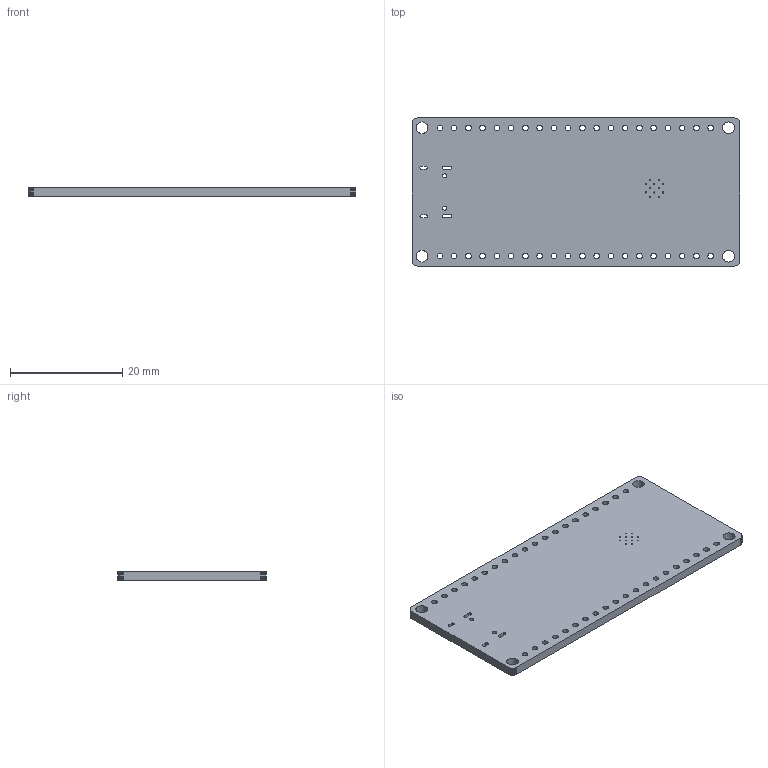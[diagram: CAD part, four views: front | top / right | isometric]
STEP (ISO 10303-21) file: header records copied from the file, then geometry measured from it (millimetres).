
FILE_DESCRIPTION(('PTSolns ESP32 microWatt'),'2;1');
FILE_NAME( 'PTSolns_ESP32_microWatt.step', '2025-02-14T11:03:53', ('PTSolns'), (''), 'v1.0', '', '');
FILE_SCHEMA(('AUTOMOTIVE_DESIGN { 1 0 10303 214 1 1 1 1 }'));
Length unit declared in the file: millimetre
Products named in the file (1): PTSolns_ESP32_microWatt
Bounding box: 58.44 x 26.41 x 1.57 mm (x, y, z)
Volume: 2337.8 mm3; surface area: 3528.6 mm2
Topology: 1 solids, 1 shells, 176 faces, 522 edges, 348 vertices
Faces by surface type: plane 118, cylinder 58
Full cylindrical faces by diameter (mm): 0.2 x12, 0.7 x2, 1 x40, 2.1 x4
Entity records: 6152 total; most frequent: CARTESIAN_POINT 1047, ORIENTED_EDGE 1044, DIRECTION 992, EDGE_CURVE 522, LINE 406, VECTOR 406, VERTEX_POINT 348, FACE_BOUND 300
